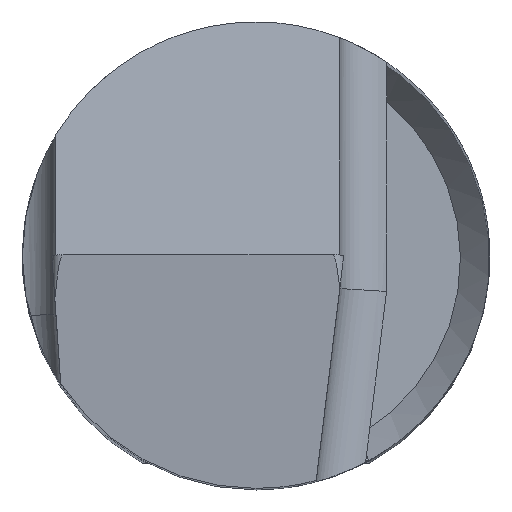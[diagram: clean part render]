
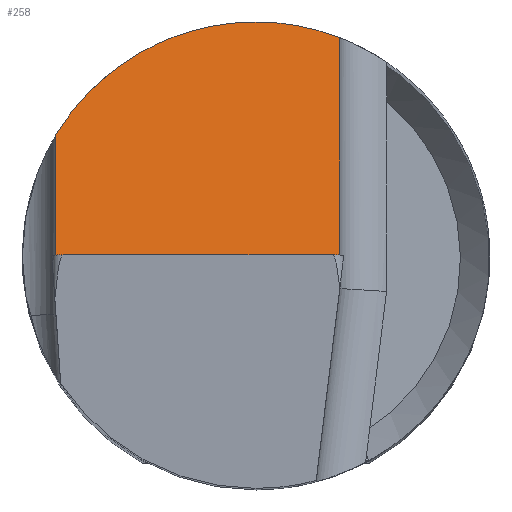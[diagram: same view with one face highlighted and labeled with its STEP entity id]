
A CAD part, top view. The second image highlights one B-rep face of the part: STEP entity #258.
In plain terms, the highlighted planar face has unit normal (0, 0.888, 0.46).
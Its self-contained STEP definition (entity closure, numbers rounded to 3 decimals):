
#208=VERTEX_POINT('NONE',#538);
#220=VERTEX_POINT('NONE',#550);
#226=VERTEX_POINT('NONE',#557);
#258=ADVANCED_FACE('NONE',(#592),#593,.F.);
#352=EDGE_CURVE('NONE',#220,#208,#700,.T.);
#364=EDGE_CURVE('NONE',#226,#444,#714,.T.);
#384=EDGE_CURVE('NONE',#444,#426,#737,.T.);
#386=EDGE_CURVE('NONE',#208,#426,#739,.T.);
#406=EDGE_CURVE('NONE',#226,#220,#760,.T.);
#426=VERTEX_POINT('NONE',#781);
#444=VERTEX_POINT('NONE',#799);
#538=CARTESIAN_POINT('',(-3.426,-0.146,38.0));
#550=CARTESIAN_POINT('',(1.435,-0.146,38.0));
#557=CARTESIAN_POINT('',(1.435,3.734,30.514));
#592=FACE_OUTER_BOUND('',#1015,.T.);
#593=PLANE('',#1016);
#700=LINE('',#1208,#1209);
#714=(B_SPLINE_CURVE(3,(#1228,#1229,#1230,#1231),.UNSPECIFIED.,.F.,.F.)B_SPLINE_CURVE_WITH_KNOTS((4,4),(5.916,6.283),.UNSPECIFIED.)RATIONAL_B_SPLINE_CURVE((1.0,0.989,0.989,1.0))BOUNDED_CURVE()REPRESENTATION_ITEM('')GEOMETRIC_REPRESENTATION_ITEM()CURVE());
#737=(B_SPLINE_CURVE(3,(#1278,#1279,#1280,#1281),.UNSPECIFIED.,.F.,.F.)B_SPLINE_CURVE_WITH_KNOTS((4,4),(0.0,1.029),.UNSPECIFIED.)RATIONAL_B_SPLINE_CURVE((1.0,0.914,0.914,1.0))BOUNDED_CURVE()REPRESENTATION_ITEM('')GEOMETRIC_REPRESENTATION_ITEM()CURVE());
#739=LINE('',#1290,#1291);
#760=LINE('',#1331,#1332);
#781=CARTESIAN_POINT('',(-3.426,2.064,33.735));
#799=CARTESIAN_POINT('',(0.,4.,30.));
#1015=EDGE_LOOP('',(#1563,#1564,#1565,#1566,#1567));
#1016=AXIS2_PLACEMENT_3D('',#1568,#1569,#1570);
#1208=CARTESIAN_POINT('',(15.0,-0.146,38.0));
#1209=VECTOR('',#1696,1000.0);
#1228=CARTESIAN_POINT('',(1.435,3.734,30.514));
#1229=CARTESIAN_POINT('',(0.976,3.91,30.173));
#1230=CARTESIAN_POINT('',(0.492,4.,30.));
#1231=CARTESIAN_POINT('',(0.,4.,30.));
#1278=CARTESIAN_POINT('',(0.,4.,30.));
#1279=CARTESIAN_POINT('',(-1.435,4.,30.));
#1280=CARTESIAN_POINT('',(-2.685,3.294,31.363));
#1281=CARTESIAN_POINT('',(-3.426,2.064,33.735));
#1290=CARTESIAN_POINT('',(-3.426,-3.699,44.857));
#1291=VECTOR('',#1764,1000.0);
#1331=CARTESIAN_POINT('',(1.435,-3.699,44.857));
#1332=VECTOR('',#1784,1000.0);
#1563=ORIENTED_EDGE('',*,*,#406,.F.);
#1564=ORIENTED_EDGE('',*,*,#364,.T.);
#1565=ORIENTED_EDGE('',*,*,#384,.T.);
#1566=ORIENTED_EDGE('',*,*,#386,.F.);
#1567=ORIENTED_EDGE('',*,*,#352,.F.);
#1568=CARTESIAN_POINT('',(15.0,15.409,7.986));
#1569=DIRECTION('',(0.0,-0.888,-0.46));
#1570=DIRECTION('',(1.0,0.0,0.0));
#1696=DIRECTION('',(-1.0,0.0,0.0));
#1764=DIRECTION('',(0.0,0.46,-0.888));
#1784=DIRECTION('',(-0.0,-0.46,0.888));
